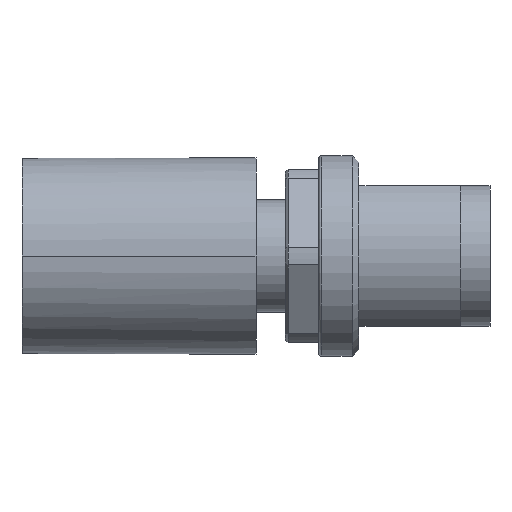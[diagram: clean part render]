
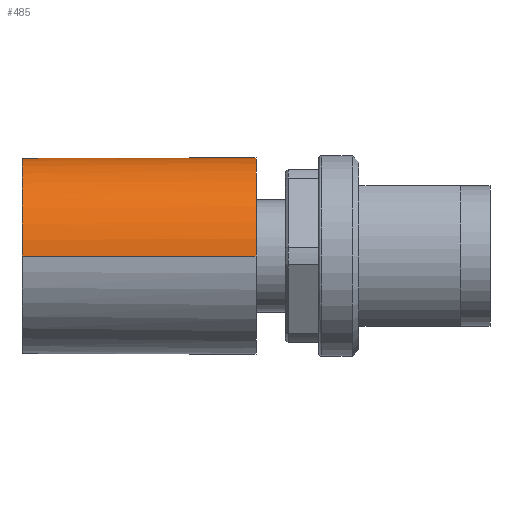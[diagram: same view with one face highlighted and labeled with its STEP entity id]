
A CAD part, left-side view. The second image highlights one B-rep face of the part: STEP entity #485.
In plain terms, the highlighted cylindrical face has radius 7.35 mm (diameter 14.7 mm), a partial arc.
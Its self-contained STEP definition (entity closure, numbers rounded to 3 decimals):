
#485=ADVANCED_FACE('',(#982),#983,.T.);
#982=FACE_OUTER_BOUND('',#1679,.T.);
#983=CYLINDRICAL_SURFACE('',#1680,7.35);
#1679=EDGE_LOOP('',(#2944,#2945,#2946,#2947,#2948,#2949,#2950,#2951,#2952,#2953,#2954,#2955));
#1680=AXIS2_PLACEMENT_3D('',#2956,#2957,#2958);
#2944=ORIENTED_EDGE('',*,*,#3628,.T.);
#2945=ORIENTED_EDGE('',*,*,#3641,.T.);
#2946=ORIENTED_EDGE('',*,*,#3624,.T.);
#2947=ORIENTED_EDGE('',*,*,#3642,.T.);
#2948=ORIENTED_EDGE('',*,*,#3620,.T.);
#2949=ORIENTED_EDGE('',*,*,#3643,.F.);
#2950=ORIENTED_EDGE('',*,*,#3644,.F.);
#2951=ORIENTED_EDGE('',*,*,#3645,.T.);
#2952=ORIENTED_EDGE('',*,*,#3646,.T.);
#2953=ORIENTED_EDGE('',*,*,#3647,.F.);
#2954=ORIENTED_EDGE('',*,*,#3617,.T.);
#2955=ORIENTED_EDGE('',*,*,#3639,.T.);
#2956=CARTESIAN_POINT('',(7.5,17.5,7.5));
#2957=DIRECTION('',(-0.0,1.0,0.0));
#2958=DIRECTION('',(1.0,0.0,0.0));
#3617=EDGE_CURVE('',#4328,#4326,#4329,.T.);
#3620=EDGE_CURVE('',#4333,#4331,#4334,.T.);
#3624=EDGE_CURVE('',#4341,#4339,#4342,.T.);
#3628=EDGE_CURVE('',#4349,#4347,#4350,.T.);
#3639=EDGE_CURVE('',#4326,#4349,#4363,.T.);
#3641=EDGE_CURVE('',#4347,#4341,#4365,.T.);
#3642=EDGE_CURVE('',#4339,#4333,#4366,.T.);
#3643=EDGE_CURVE('',#4367,#4331,#4368,.T.);
#3644=EDGE_CURVE('',#4369,#4367,#4370,.T.);
#3645=EDGE_CURVE('',#4369,#4371,#4372,.T.);
#3646=EDGE_CURVE('',#4371,#4373,#4374,.T.);
#3647=EDGE_CURVE('',#4328,#4373,#4375,.T.);
#4326=VERTEX_POINT('',#5254);
#4328=VERTEX_POINT('',#5257);
#4329=LINE('',#5258,#5259);
#4331=VERTEX_POINT('',#5262);
#4333=VERTEX_POINT('',#5265);
#4334=LINE('',#5266,#5267);
#4339=VERTEX_POINT('',#5274);
#4341=VERTEX_POINT('',#5277);
#4342=LINE('',#5278,#5279);
#4347=VERTEX_POINT('',#5286);
#4349=VERTEX_POINT('',#5289);
#4350=LINE('',#5290,#5291);
#4363=LINE('',#5308,#5309);
#4365=LINE('',#5311,#5312);
#4366=LINE('',#5313,#5314);
#4367=VERTEX_POINT('',#5315);
#4368=CIRCLE('',#5316,7.35);
#4369=VERTEX_POINT('',#5317);
#4370=LINE('',#5318,#5319);
#4371=VERTEX_POINT('',#5320);
#4372=CIRCLE('',#5321,7.35);
#4373=VERTEX_POINT('',#5322);
#4374=LINE('',#5323,#5324);
#4375=CIRCLE('',#5325,7.35);
#5254=CARTESIAN_POINT('',(8.13,23.0,14.823));
#5257=CARTESIAN_POINT('',(8.13,20.0,14.823));
#5258=CARTESIAN_POINT('',(8.13,20.0,14.823));
#5259=VECTOR('',#6077,3.0);
#5262=CARTESIAN_POINT('',(8.13,35.0,14.823));
#5265=CARTESIAN_POINT('',(8.13,32.0,14.823));
#5266=CARTESIAN_POINT('',(8.13,32.0,14.823));
#5267=VECTOR('',#6080,3.0);
#5274=CARTESIAN_POINT('',(8.13,31.0,14.823));
#5277=CARTESIAN_POINT('',(8.13,28.0,14.823));
#5278=CARTESIAN_POINT('',(8.13,28.0,14.823));
#5279=VECTOR('',#6084,3.0);
#5286=CARTESIAN_POINT('',(8.13,27.0,14.823));
#5289=CARTESIAN_POINT('',(8.13,24.0,14.823));
#5290=CARTESIAN_POINT('',(8.13,24.0,14.823));
#5291=VECTOR('',#6088,3.0);
#5308=CARTESIAN_POINT('',(8.13,23.0,14.823));
#5309=VECTOR('',#6099,1.0);
#5311=CARTESIAN_POINT('',(8.13,27.0,14.823));
#5312=VECTOR('',#6100,1.0);
#5313=CARTESIAN_POINT('',(8.13,31.0,14.823));
#5314=VECTOR('',#6101,1.0);
#5315=CARTESIAN_POINT('',(0.15,35.0,7.5));
#5316=AXIS2_PLACEMENT_3D('',#6102,#6103,#6104);
#5317=CARTESIAN_POINT('',(0.15,17.5,7.5));
#5318=CARTESIAN_POINT('',(0.15,17.5,7.5));
#5319=VECTOR('',#6105,17.5);
#5320=CARTESIAN_POINT('',(14.85,17.5,7.5));
#5321=AXIS2_PLACEMENT_3D('',#6106,#6107,#6108);
#5322=CARTESIAN_POINT('',(14.85,20.0,7.5));
#5323=CARTESIAN_POINT('',(14.85,17.5,7.5));
#5324=VECTOR('',#6109,2.5);
#5325=AXIS2_PLACEMENT_3D('',#6110,#6111,#6112);
#6077=DIRECTION('',(0.,1.0,0.));
#6080=DIRECTION('',(0.,1.0,0.));
#6084=DIRECTION('',(0.0,1.0,0.0));
#6088=DIRECTION('',(0.0,1.0,0.0));
#6099=DIRECTION('',(0.0,1.0,0.0));
#6100=DIRECTION('',(0.0,1.0,0.0));
#6101=DIRECTION('',(0.0,1.0,0.0));
#6102=CARTESIAN_POINT('',(7.5,35.0,7.5));
#6103=DIRECTION('',(0.0,1.0,0.0));
#6104=DIRECTION('',(-1.0,0.0,0.0));
#6105=DIRECTION('',(0.0,1.0,0.0));
#6106=CARTESIAN_POINT('',(7.5,17.5,7.5));
#6107=DIRECTION('',(0.0,1.0,0.0));
#6108=DIRECTION('',(-1.0,0.0,0.0));
#6109=DIRECTION('',(0.0,1.0,0.0));
#6110=CARTESIAN_POINT('',(7.5,20.0,7.5));
#6111=DIRECTION('',(-0.0,1.0,0.0));
#6112=DIRECTION('',(0.086,0.0,0.996));
